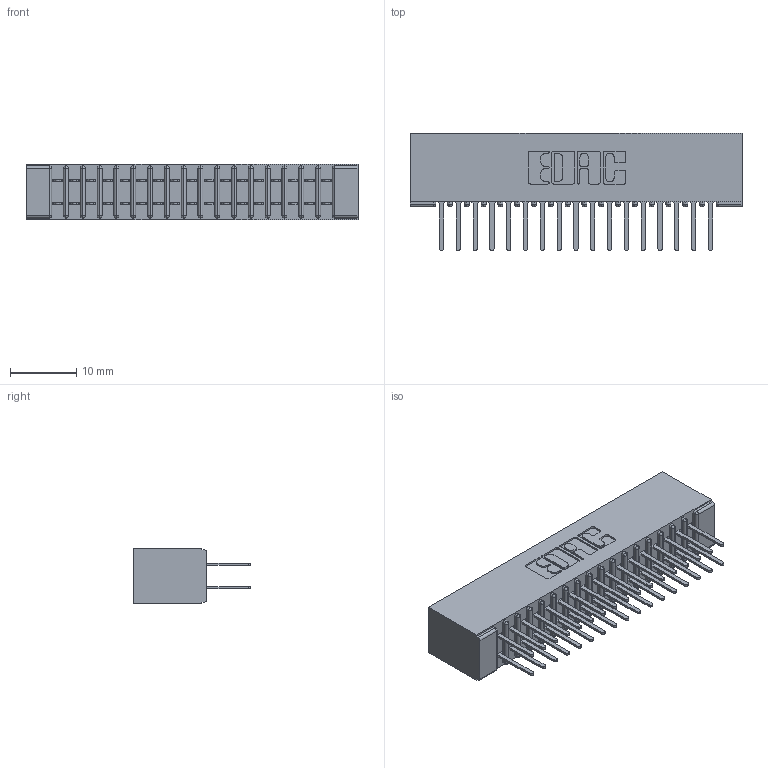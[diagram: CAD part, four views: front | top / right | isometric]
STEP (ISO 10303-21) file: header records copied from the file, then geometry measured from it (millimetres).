
FILE_DESCRIPTION (( 'STEP AP203' ), '1' );
FILE_NAME ('341-034-521-201.STEP', '2018-08-06T21:39:38', ( '' ), ( '' ), 'SwSTEP 2.0', 'SolidWorks 2016', '' );
FILE_SCHEMA (( 'CONFIG_CONTROL_DESIGN' ));
Length unit declared in the file: inch
Products named in the file (3): 341 Part_No Mounting Lugs; 341-292-001_341-292-121; 341-034-521-201
Assembly tree (35 placements, depth 2):
  341-034-521-201
    341 Part_No Mounting Lugs
    341-292-001_341-292-121  x34
Bounding box: 50.16 x 17.7 x 8.38 mm (x, y, z)
Volume: 3024.2 mm3; surface area: 6808.8 mm2
Topology: 35 solids, 35 shells, 2352 faces, 6803 edges, 4406 vertices
Faces by surface type: plane 1424, cylinder 860, sphere 36, torus 32
Entity records: 23626 total; most frequent: CARTESIAN_POINT 3927, ORIENTED_EDGE 3898, DIRECTION 3827, EDGE_CURVE 1949, VECTOR 1551, LINE 1551, VERTEX_POINT 1238, AXIS2_PLACEMENT_3D 1138
